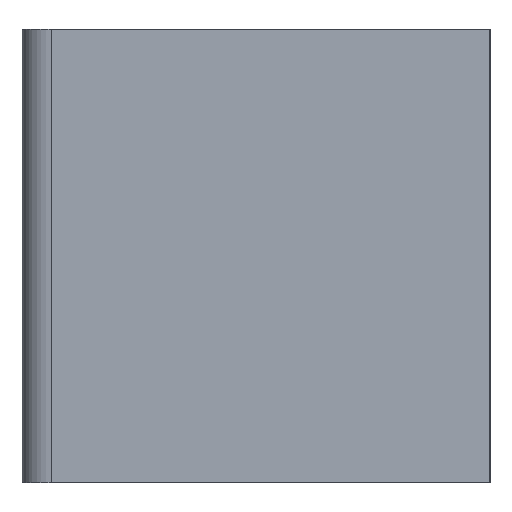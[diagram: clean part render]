
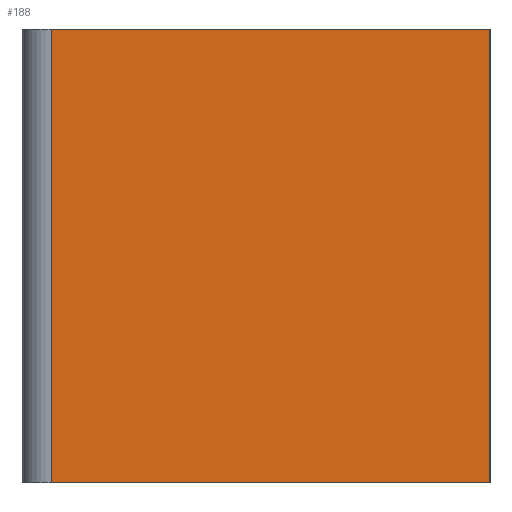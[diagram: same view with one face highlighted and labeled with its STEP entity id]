
A CAD part, left-side view. The second image highlights one B-rep face of the part: STEP entity #188.
In plain terms, the highlighted planar face has unit normal (-1, 0, 0).
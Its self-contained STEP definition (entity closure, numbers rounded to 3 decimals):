
#5 = ORIENTED_EDGE ( 'NONE', *, *, #102, .T. ) ;
#39 = VECTOR ( 'NONE', #511, 1000. ) ;
#49 = EDGE_CURVE ( 'NONE', #360, #116, #464, .T. ) ;
#81 = VERTEX_POINT ( 'NONE', #246 ) ;
#102 = EDGE_CURVE ( 'NONE', #360, #81, #379, .T. ) ;
#105 = CARTESIAN_POINT ( 'NONE',  ( -51.6, 23.4, 50. ) ) ;
#110 = CARTESIAN_POINT ( 'NONE',  ( -51.6, -25., 50. ) ) ;
#116 = VERTEX_POINT ( 'NONE', #593 ) ;
#179 = CARTESIAN_POINT ( 'NONE',  ( -51.6, 23.4, 50. ) ) ;
#188 = ADVANCED_FACE ( 'NONE', ( #256 ), #349, .F. ) ;
#220 = EDGE_LOOP ( 'NONE', ( #324, #448, #284, #5 ) ) ;
#221 = VECTOR ( 'NONE', #415, 1000. ) ;
#236 = VECTOR ( 'NONE', #331, 1000. ) ;
#246 = CARTESIAN_POINT ( 'NONE',  ( -51.6, 23.4, 0. ) ) ;
#255 = LINE ( 'NONE', #110, #39 ) ;
#256 = FACE_OUTER_BOUND ( 'NONE', #220, .T. ) ;
#284 = ORIENTED_EDGE ( 'NONE', *, *, #49, .F. ) ;
#304 = VERTEX_POINT ( 'NONE', #530 ) ;
#306 = CARTESIAN_POINT ( 'NONE',  ( -51.6, 25., 0. ) ) ;
#309 = AXIS2_PLACEMENT_3D ( 'NONE', #433, #512, #561 ) ;
#324 = ORIENTED_EDGE ( 'NONE', *, *, #391, .T. ) ;
#325 = VECTOR ( 'NONE', #482, 1000. ) ;
#331 = DIRECTION ( 'NONE',  ( 0., -1., 0. ) ) ;
#349 = PLANE ( 'NONE',  #309 ) ;
#360 = VERTEX_POINT ( 'NONE', #179 ) ;
#367 = LINE ( 'NONE', #306, #325 ) ;
#379 = LINE ( 'NONE', #105, #221 ) ;
#391 = EDGE_CURVE ( 'NONE', #81, #304, #367, .T. ) ;
#415 = DIRECTION ( 'NONE',  ( 0., 0., -1. ) ) ;
#433 = CARTESIAN_POINT ( 'NONE',  ( -51.6, 25., 50. ) ) ;
#446 = EDGE_CURVE ( 'NONE', #116, #304, #255, .T. ) ;
#448 = ORIENTED_EDGE ( 'NONE', *, *, #446, .F. ) ;
#464 = LINE ( 'NONE', #541, #236 ) ;
#482 = DIRECTION ( 'NONE',  ( 0., -1., 0. ) ) ;
#511 = DIRECTION ( 'NONE',  ( 0., 0., -1. ) ) ;
#512 = DIRECTION ( 'NONE',  ( 1., 0., 0. ) ) ;
#530 = CARTESIAN_POINT ( 'NONE',  ( -51.6, -25., 0. ) ) ;
#541 = CARTESIAN_POINT ( 'NONE',  ( -51.6, 25., 50. ) ) ;
#561 = DIRECTION ( 'NONE',  ( 0., 0., -1. ) ) ;
#593 = CARTESIAN_POINT ( 'NONE',  ( -51.6, -25., 50. ) ) ;
